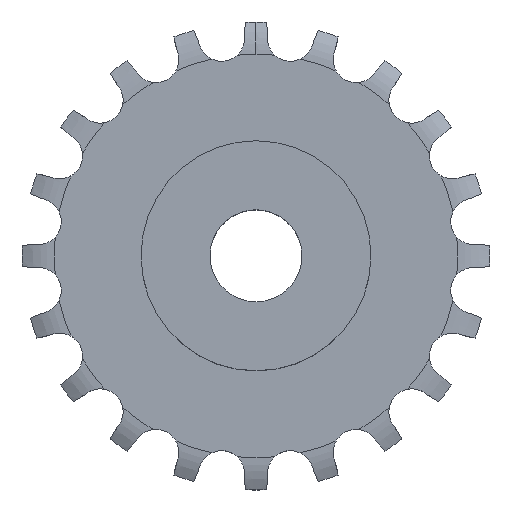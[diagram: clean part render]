
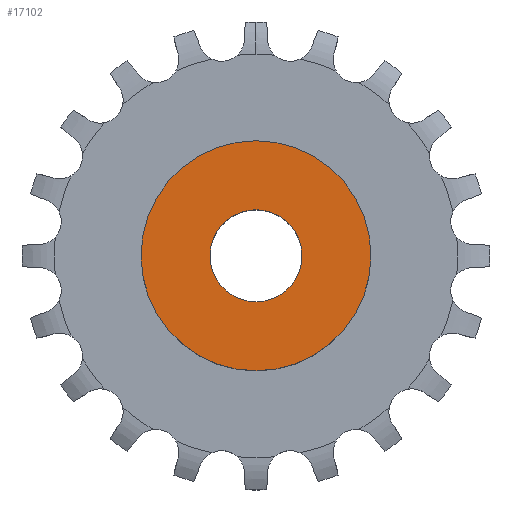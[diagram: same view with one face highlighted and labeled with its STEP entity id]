
A CAD part, top view. The second image highlights one B-rep face of the part: STEP entity #17102.
In plain terms, the highlighted planar face has unit normal (0, 0, 1).
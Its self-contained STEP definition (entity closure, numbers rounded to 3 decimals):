
#2371 = CYLINDRICAL_SURFACE('',#2372,4.);
#2372 = AXIS2_PLACEMENT_3D('',#2373,#2374,#2375);
#2373 = CARTESIAN_POINT('',(0.,0.,59.598));
#2374 = DIRECTION('',(0.,0.,1.));
#2375 = DIRECTION('',(1.,0.,-0.));
#4196 = CYLINDRICAL_SURFACE('',#4197,10.);
#4197 = AXIS2_PLACEMENT_3D('',#4198,#4199,#4200);
#4198 = CARTESIAN_POINT('',(0.,0.,0.));
#4199 = DIRECTION('',(-0.,-0.,-1.));
#4200 = DIRECTION('',(1.,0.,0.));
#13551 = EDGE_CURVE('',#13552,#13552,#13554,.T.);
#13552 = VERTEX_POINT('',#13553);
#13553 = CARTESIAN_POINT('',(4.,0.,11.7));
#13554 = SURFACE_CURVE('',#13555,(#13560,#13567),.PCURVE_S1.);
#13555 = CIRCLE('',#13556,4.);
#13556 = AXIS2_PLACEMENT_3D('',#13557,#13558,#13559);
#13557 = CARTESIAN_POINT('',(0.,0.,11.7));
#13558 = DIRECTION('',(0.,0.,1.));
#13559 = DIRECTION('',(1.,0.,-0.));
#13560 = PCURVE('',#2371,#13561);
#13561 = DEFINITIONAL_REPRESENTATION('',(#13562),#13566);
#13562 = LINE('',#13563,#13564);
#13563 = CARTESIAN_POINT('',(0.,-47.898));
#13564 = VECTOR('',#13565,1.);
#13565 = DIRECTION('',(1.,0.));
#13566 = ( GEOMETRIC_REPRESENTATION_CONTEXT(2) 
PARAMETRIC_REPRESENTATION_CONTEXT() REPRESENTATION_CONTEXT('2D SPACE',''
  ) );
#13567 = PCURVE('',#13568,#13573);
#13568 = PLANE('',#13569);
#13569 = AXIS2_PLACEMENT_3D('',#13570,#13571,#13572);
#13570 = CARTESIAN_POINT('',(0.,0.,11.7));
#13571 = DIRECTION('',(-0.,0.,1.));
#13572 = DIRECTION('',(0.,-1.,0.));
#13573 = DEFINITIONAL_REPRESENTATION('',(#13574),#13578);
#13574 = CIRCLE('',#13575,4.);
#13575 = AXIS2_PLACEMENT_2D('',#13576,#13577);
#13576 = CARTESIAN_POINT('',(0.,0.));
#13577 = DIRECTION('',(0.,1.));
#13578 = ( GEOMETRIC_REPRESENTATION_CONTEXT(2) 
PARAMETRIC_REPRESENTATION_CONTEXT() REPRESENTATION_CONTEXT('2D SPACE',''
  ) );
#15890 = VERTEX_POINT('',#15891);
#15891 = CARTESIAN_POINT('',(10.,0.,11.7));
#15912 = EDGE_CURVE('',#15890,#15890,#15913,.T.);
#15913 = SURFACE_CURVE('',#15914,(#15919,#15926),.PCURVE_S1.);
#15914 = CIRCLE('',#15915,10.);
#15915 = AXIS2_PLACEMENT_3D('',#15916,#15917,#15918);
#15916 = CARTESIAN_POINT('',(0.,0.,11.7));
#15917 = DIRECTION('',(0.,0.,1.));
#15918 = DIRECTION('',(1.,0.,0.));
#15919 = PCURVE('',#4196,#15920);
#15920 = DEFINITIONAL_REPRESENTATION('',(#15921),#15925);
#15921 = LINE('',#15922,#15923);
#15922 = CARTESIAN_POINT('',(-0.,-11.7));
#15923 = VECTOR('',#15924,1.);
#15924 = DIRECTION('',(-1.,0.));
#15925 = ( GEOMETRIC_REPRESENTATION_CONTEXT(2) 
PARAMETRIC_REPRESENTATION_CONTEXT() REPRESENTATION_CONTEXT('2D SPACE',''
  ) );
#15926 = PCURVE('',#13568,#15927);
#15927 = DEFINITIONAL_REPRESENTATION('',(#15928),#15932);
#15928 = CIRCLE('',#15929,10.);
#15929 = AXIS2_PLACEMENT_2D('',#15930,#15931);
#15930 = CARTESIAN_POINT('',(0.,0.));
#15931 = DIRECTION('',(0.,1.));
#15932 = ( GEOMETRIC_REPRESENTATION_CONTEXT(2) 
PARAMETRIC_REPRESENTATION_CONTEXT() REPRESENTATION_CONTEXT('2D SPACE',''
  ) );
#17102 = ADVANCED_FACE('',(#17103,#17106),#13568,.T.);
#17103 = FACE_BOUND('',#17104,.T.);
#17104 = EDGE_LOOP('',(#17105));
#17105 = ORIENTED_EDGE('',*,*,#15912,.T.);
#17106 = FACE_BOUND('',#17107,.T.);
#17107 = EDGE_LOOP('',(#17108));
#17108 = ORIENTED_EDGE('',*,*,#13551,.F.);
